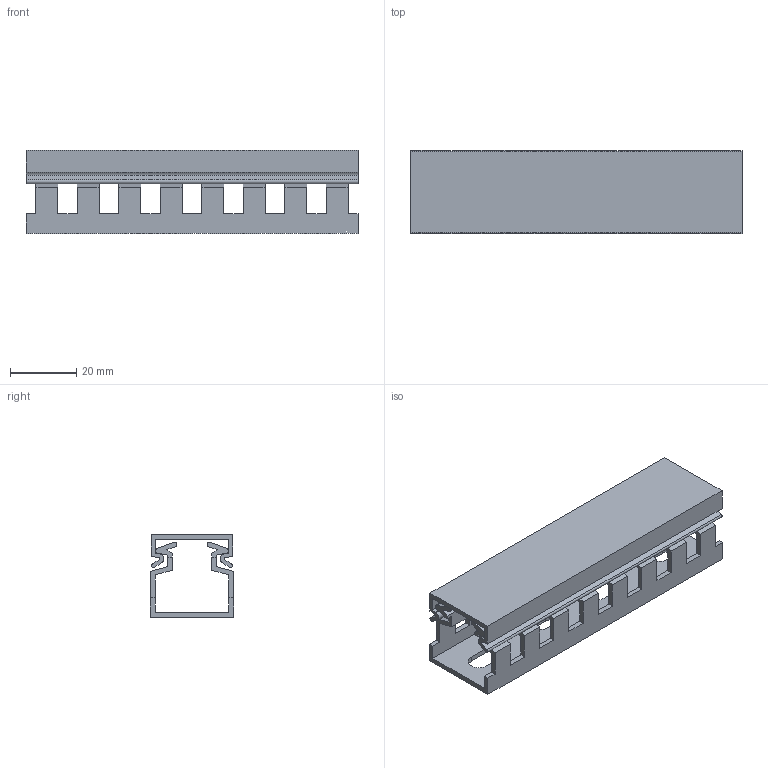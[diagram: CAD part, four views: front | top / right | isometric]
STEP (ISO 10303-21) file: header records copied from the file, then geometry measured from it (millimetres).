
FILE_DESCRIPTION((''),'2;1');
FILE_NAME('BA7250250_ASM','2022-04-20T07:30:40',('buserr'),(''),'CREO PARAMETRIC BY PTC INC, 2021184','CREO PARAMETRIC BY PTC INC, 2021184','');
FILE_SCHEMA(('AUTOMOTIVE_DESIGN { 1 0 10303 214 1 1 1 1 }'));
Length unit declared in the file: millimetre
Products named in the file (3): PROXY_BA7250251; PROXY_BA7252; BA7250250_ASM
Assembly tree (2 placements, depth 2):
  BA7250250_ASM
    PROXY_BA7250251
    PROXY_BA7252
Bounding box: 100 x 25 x 25 mm (x, y, z)
Volume: 15714.7 mm3; surface area: 24485.3 mm2
Topology: 2 solids, 2 shells, 320 faces, 980 edges, 666 vertices
Faces by surface type: plane 274, cylinder 46
Entity records: 12503 total; most frequent: CARTESIAN_POINT 1997, ORIENTED_EDGE 1896, DIRECTION 1822, EDGE_CURVE 948, VECTOR 879, LINE 879, VERTEX_POINT 632, AXIS2_PLACEMENT_3D 467
